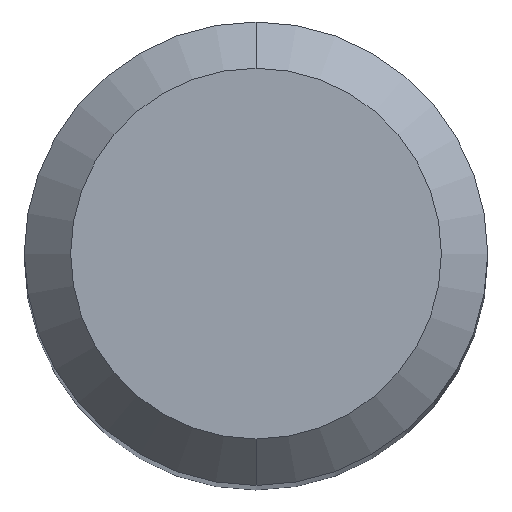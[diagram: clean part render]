
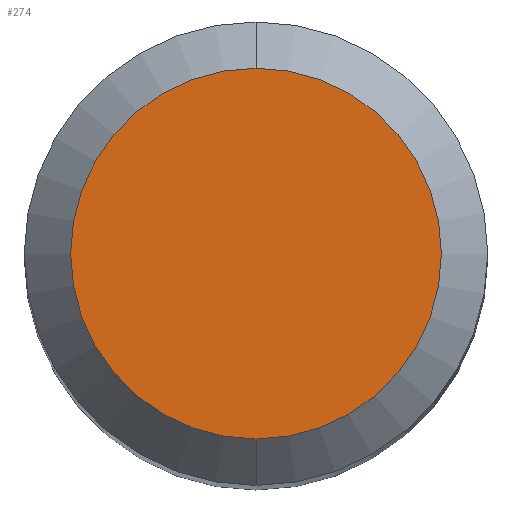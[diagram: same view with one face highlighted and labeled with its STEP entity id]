
A CAD part, top view. The second image highlights one B-rep face of the part: STEP entity #274.
In plain terms, the highlighted planar face has unit normal (0, 0, 1).
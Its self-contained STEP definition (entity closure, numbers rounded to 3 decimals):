
#9 = CARTESIAN_POINT ( 'NONE',  ( 0., 0., 50. ) ) ;
#21 = CARTESIAN_POINT ( 'NONE',  ( 0., 0., 50. ) ) ;
#37 = DIRECTION ( 'NONE',  ( 0., 0., -1. ) ) ;
#45 = CIRCLE ( 'NONE', #246, 2.4 ) ;
#80 = VERTEX_POINT ( 'NONE', #166 ) ;
#106 = DIRECTION ( 'NONE',  ( 0., 1., 0. ) ) ;
#130 = EDGE_LOOP ( 'NONE', ( #296, #293 ) ) ;
#148 = DIRECTION ( 'NONE',  ( 0., 1., 0. ) ) ;
#151 = AXIS2_PLACEMENT_3D ( 'NONE', #21, #186, #106 ) ;
#155 = DIRECTION ( 'NONE',  ( 0., 0., -1. ) ) ;
#166 = CARTESIAN_POINT ( 'NONE',  ( 0., 2.4, 50. ) ) ;
#186 = DIRECTION ( 'NONE',  ( 0., 0., -1. ) ) ;
#195 = FACE_OUTER_BOUND ( 'NONE', #130, .T. ) ;
#196 = DIRECTION ( 'NONE',  ( 0., 1., 0. ) ) ;
#204 = AXIS2_PLACEMENT_3D ( 'NONE', #294, #155, #196 ) ;
#206 = CARTESIAN_POINT ( 'NONE',  ( 0., -2.4, 50. ) ) ;
#214 = EDGE_CURVE ( 'NONE', #359, #80, #45, .T. ) ;
#246 = AXIS2_PLACEMENT_3D ( 'NONE', #9, #37, #148 ) ;
#274 = ADVANCED_FACE ( 'NONE', ( #195 ), #305, .F. ) ;
#293 = ORIENTED_EDGE ( 'NONE', *, *, #214, .F. ) ;
#294 = CARTESIAN_POINT ( 'NONE',  ( 0., 0., 50. ) ) ;
#296 = ORIENTED_EDGE ( 'NONE', *, *, #297, .F. ) ;
#297 = EDGE_CURVE ( 'NONE', #80, #359, #357, .T. ) ;
#305 = PLANE ( 'NONE',  #151 ) ;
#357 = CIRCLE ( 'NONE', #204, 2.4 ) ;
#359 = VERTEX_POINT ( 'NONE', #206 ) ;
